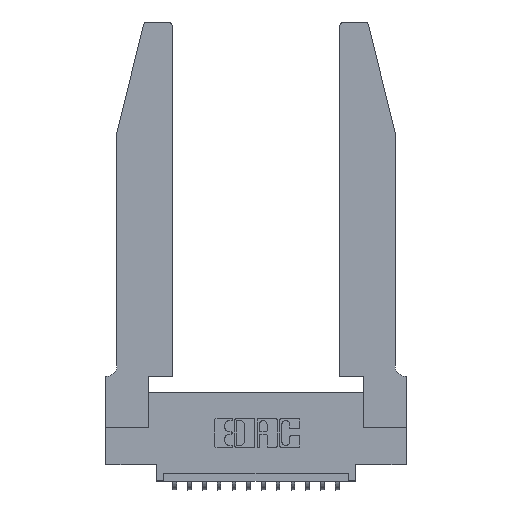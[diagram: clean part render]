
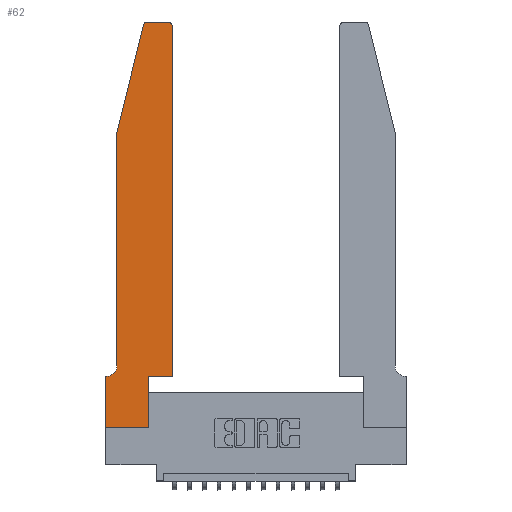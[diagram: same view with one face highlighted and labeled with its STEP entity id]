
A CAD part, top view. The second image highlights one B-rep face of the part: STEP entity #62.
In plain terms, the highlighted planar face has unit normal (0, 0, 1).
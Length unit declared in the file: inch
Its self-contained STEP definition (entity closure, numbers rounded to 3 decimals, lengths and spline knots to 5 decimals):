
#62 = ADVANCED_FACE ( 'NONE', ( #7994 ), #7589, .T. ) ;
#587 = EDGE_CURVE ( 'NONE', #9116, #16975, #4904, .T. ) ;
#767 = CARTESIAN_POINT ( 'NONE',  ( 0.2605, 2.75, 0.37 ) ) ;
#956 = DIRECTION ( 'NONE',  ( 1., 0., 0. ) ) ;
#986 = CARTESIAN_POINT ( 'NONE',  ( 0.0055, 0.35, 0.37 ) ) ;
#1307 = CARTESIAN_POINT ( 'NONE',  ( 0.2865, 0., 0.37 ) ) ;
#1454 = ORIENTED_EDGE ( 'NONE', *, *, #1538, .T. ) ;
#1538 = EDGE_CURVE ( 'NONE', #13940, #10174, #16221, .T. ) ;
#1767 = EDGE_CURVE ( 'NONE', #7990, #5793, #8365, .T. ) ;
#1843 = AXIS2_PLACEMENT_3D ( 'NONE', #5616, #8558, #4314 ) ;
#2082 = EDGE_CURVE ( 'NONE', #5693, #7990, #3585, .T. ) ;
#2208 = CARTESIAN_POINT ( 'NONE',  ( 0., 0., 0.37 ) ) ;
#2495 = VECTOR ( 'NONE', #8615, 39.37008 ) ;
#3292 = DIRECTION ( 'NONE',  ( 0., 1., 0. ) ) ;
#3585 = CIRCLE ( 'NONE', #5126, 0.03 ) ;
#3609 = DIRECTION ( 'NONE',  ( 0., 0., 1. ) ) ;
#3814 = CARTESIAN_POINT ( 'NONE',  ( 0.0755, 0.35, 0.37 ) ) ;
#4314 = DIRECTION ( 'NONE',  ( -1., 0., 0. ) ) ;
#4620 = VERTEX_POINT ( 'NONE', #8093 ) ;
#4904 = LINE ( 'NONE', #6217, #8195 ) ;
#4944 = EDGE_CURVE ( 'NONE', #5793, #14556, #17324, .T. ) ;
#4957 = VERTEX_POINT ( 'NONE', #986 ) ;
#4993 = CARTESIAN_POINT ( 'NONE',  ( 0.0755, 2., 0.37 ) ) ;
#5126 = AXIS2_PLACEMENT_3D ( 'NONE', #13906, #11117, #17978 ) ;
#5472 = EDGE_CURVE ( 'NONE', #16975, #5693, #10812, .T. ) ;
#5616 = CARTESIAN_POINT ( 'NONE',  ( 0.0055, 0.42, 0.37 ) ) ;
#5682 = LINE ( 'NONE', #10205, #8327 ) ;
#5687 = AXIS2_PLACEMENT_3D ( 'NONE', #6239, #3609, #10590 ) ;
#5693 = VERTEX_POINT ( 'NONE', #15684 ) ;
#5793 = VERTEX_POINT ( 'NONE', #11886 ) ;
#5902 = ORIENTED_EDGE ( 'NONE', *, *, #1767, .T. ) ;
#6217 = CARTESIAN_POINT ( 'NONE',  ( 0.4505, 0.35, 0.37 ) ) ;
#6239 = CARTESIAN_POINT ( 'NONE',  ( 0., 0.35, 0.37 ) ) ;
#6279 = VECTOR ( 'NONE', #15699, 39.37008 ) ;
#6498 = LINE ( 'NONE', #7401, #6279 ) ;
#6528 = CARTESIAN_POINT ( 'NONE',  ( 0.284, 2.72, 0.37 ) ) ;
#6574 = DIRECTION ( 'NONE',  ( 0., 1., 0. ) ) ;
#7362 = EDGE_CURVE ( 'NONE', #4620, #4957, #13375, .T. ) ;
#7401 = CARTESIAN_POINT ( 'NONE',  ( 0.0755, 2., 0.37 ) ) ;
#7451 = LINE ( 'NONE', #15667, #2495 ) ;
#7455 = EDGE_CURVE ( 'NONE', #11578, #4620, #7451, .T. ) ;
#7589 = PLANE ( 'NONE',  #5687 ) ;
#7627 = EDGE_LOOP ( 'NONE', ( #5902, #15839, #12782, #8085, #15894, #13571, #1454, #17366, #11989, #13848, #8991, #16969 ) ) ;
#7765 = CARTESIAN_POINT ( 'NONE',  ( 0.4505, 0.35, 0.37 ) ) ;
#7990 = VERTEX_POINT ( 'NONE', #11923 ) ;
#7994 = FACE_OUTER_BOUND ( 'NONE', #7627, .T. ) ;
#8085 = ORIENTED_EDGE ( 'NONE', *, *, #7455, .T. ) ;
#8093 = CARTESIAN_POINT ( 'NONE',  ( 0.0755, 0.42, 0.37 ) ) ;
#8195 = VECTOR ( 'NONE', #15857, 39.37008 ) ;
#8260 = DIRECTION ( 'NONE',  ( 1., 0., 0. ) ) ;
#8327 = VECTOR ( 'NONE', #3292, 39.37008 ) ;
#8365 = LINE ( 'NONE', #767, #13847 ) ;
#8558 = DIRECTION ( 'NONE',  ( 0., 0., -1. ) ) ;
#8615 = DIRECTION ( 'NONE',  ( 0., -1., 0. ) ) ;
#8827 = VECTOR ( 'NONE', #6574, 39.37008 ) ;
#8991 = ORIENTED_EDGE ( 'NONE', *, *, #5472, .T. ) ;
#9116 = VERTEX_POINT ( 'NONE', #10490 ) ;
#9511 = EDGE_CURVE ( 'NONE', #14556, #11578, #6498, .T. ) ;
#9976 = LINE ( 'NONE', #2208, #12412 ) ;
#10128 = CARTESIAN_POINT ( 'NONE',  ( 0., 0.35, 0.37 ) ) ;
#10174 = VERTEX_POINT ( 'NONE', #12581 ) ;
#10205 = CARTESIAN_POINT ( 'NONE',  ( 0.2865, 0.35, 0.37 ) ) ;
#10304 = EDGE_CURVE ( 'NONE', #4957, #13940, #12842, .T. ) ;
#10453 = DIRECTION ( 'NONE',  ( -1., 0., 0. ) ) ;
#10490 = CARTESIAN_POINT ( 'NONE',  ( 0.2865, 0.35, 0.37 ) ) ;
#10572 = DIRECTION ( 'NONE',  ( 0., -1., 0. ) ) ;
#10590 = DIRECTION ( 'NONE',  ( 1., 0., 0. ) ) ;
#10812 = LINE ( 'NONE', #11846, #8827 ) ;
#11117 = DIRECTION ( 'NONE',  ( 0., 0., 1. ) ) ;
#11491 = EDGE_CURVE ( 'NONE', #10174, #15420, #9976, .T. ) ;
#11578 = VERTEX_POINT ( 'NONE', #4993 ) ;
#11846 = CARTESIAN_POINT ( 'NONE',  ( 0.4505, 0.35, 0.37 ) ) ;
#11886 = CARTESIAN_POINT ( 'NONE',  ( 0.284, 2.75, 0.37 ) ) ;
#11923 = CARTESIAN_POINT ( 'NONE',  ( 0.4205, 2.75, 0.37 ) ) ;
#11989 = ORIENTED_EDGE ( 'NONE', *, *, #15550, .T. ) ;
#12164 = DIRECTION ( 'NONE',  ( 0., 0., 1. ) ) ;
#12412 = VECTOR ( 'NONE', #8260, 39.37008 ) ;
#12581 = CARTESIAN_POINT ( 'NONE',  ( 0., 0., 0.37 ) ) ;
#12704 = CARTESIAN_POINT ( 'NONE',  ( 0.25487, 2.72718, 0.37 ) ) ;
#12782 = ORIENTED_EDGE ( 'NONE', *, *, #9511, .T. ) ;
#12842 = LINE ( 'NONE', #3814, #15226 ) ;
#13375 = CIRCLE ( 'NONE', #1843, 0.07 ) ;
#13571 = ORIENTED_EDGE ( 'NONE', *, *, #10304, .T. ) ;
#13847 = VECTOR ( 'NONE', #10453, 39.37008 ) ;
#13848 = ORIENTED_EDGE ( 'NONE', *, *, #587, .T. ) ;
#13906 = CARTESIAN_POINT ( 'NONE',  ( 0.4205, 2.72, 0.37 ) ) ;
#13940 = VERTEX_POINT ( 'NONE', #10128 ) ;
#14047 = VECTOR ( 'NONE', #10572, 39.37008 ) ;
#14556 = VERTEX_POINT ( 'NONE', #12704 ) ;
#14696 = DIRECTION ( 'NONE',  ( -1., 0., 0. ) ) ;
#14970 = CARTESIAN_POINT ( 'NONE',  ( 0., 0., 0.37 ) ) ;
#15226 = VECTOR ( 'NONE', #14696, 39.37008 ) ;
#15420 = VERTEX_POINT ( 'NONE', #1307 ) ;
#15550 = EDGE_CURVE ( 'NONE', #15420, #9116, #5682, .T. ) ;
#15667 = CARTESIAN_POINT ( 'NONE',  ( 0.0755, 2., 0.37 ) ) ;
#15684 = CARTESIAN_POINT ( 'NONE',  ( 0.4505, 2.72, 0.37 ) ) ;
#15699 = DIRECTION ( 'NONE',  ( -0.239, -0.971, 0. ) ) ;
#15839 = ORIENTED_EDGE ( 'NONE', *, *, #4944, .T. ) ;
#15857 = DIRECTION ( 'NONE',  ( 1., 0., 0. ) ) ;
#15894 = ORIENTED_EDGE ( 'NONE', *, *, #7362, .T. ) ;
#16221 = LINE ( 'NONE', #14970, #14047 ) ;
#16969 = ORIENTED_EDGE ( 'NONE', *, *, #2082, .T. ) ;
#16975 = VERTEX_POINT ( 'NONE', #7765 ) ;
#17289 = AXIS2_PLACEMENT_3D ( 'NONE', #6528, #12164, #956 ) ;
#17324 = CIRCLE ( 'NONE', #17289, 0.03 ) ;
#17366 = ORIENTED_EDGE ( 'NONE', *, *, #11491, .T. ) ;
#17978 = DIRECTION ( 'NONE',  ( 1., 0., 0. ) ) ;
